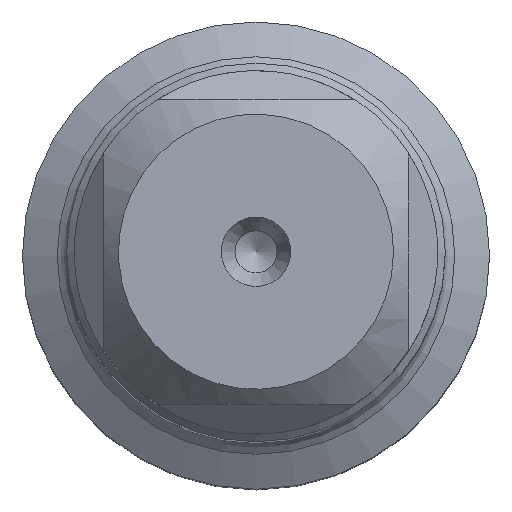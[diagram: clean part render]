
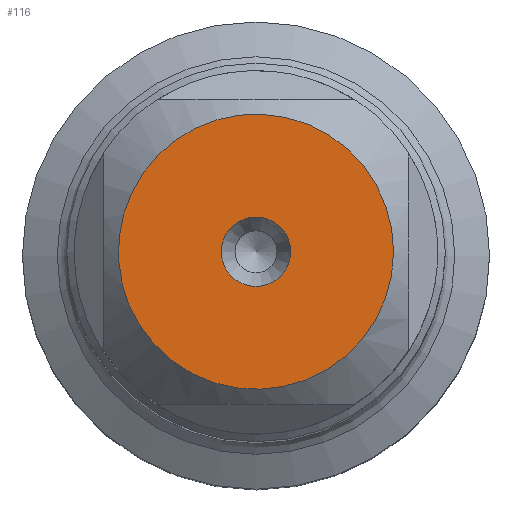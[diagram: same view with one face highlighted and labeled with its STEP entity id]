
A CAD part, top view. The second image highlights one B-rep face of the part: STEP entity #116.
In plain terms, the highlighted planar face has unit normal (0, 0, 1).
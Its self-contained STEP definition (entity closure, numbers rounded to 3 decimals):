
#80=PLANE('',#463);
#116=ADVANCED_FACE('',(#154,#155),#80,.F.);
#154=FACE_BOUND('',#189,.T.);
#155=FACE_BOUND('',#190,.T.);
#189=EDGE_LOOP('',(#233));
#190=EDGE_LOOP('',(#234));
#233=ORIENTED_EDGE('',*,*,#343,.T.);
#234=ORIENTED_EDGE('',*,*,#344,.T.);
#309=VERTEX_POINT('',#681);
#310=VERTEX_POINT('',#684);
#343=EDGE_CURVE('',#309,#309,#384,.T.);
#344=EDGE_CURVE('',#310,#310,#385,.T.);
#384=CIRCLE('',#460,1.65);
#385=CIRCLE('',#462,6.54);
#460=AXIS2_PLACEMENT_3D('',#680,#536,#537);
#462=AXIS2_PLACEMENT_3D('',#683,#540,#541);
#463=AXIS2_PLACEMENT_3D('',#685,#542,#543);
#536=DIRECTION('',(0.,0.,-1.));
#537=DIRECTION('',(-1.,0.,0.));
#540=DIRECTION('',(0.,0.,1.));
#541=DIRECTION('',(1.,0.,0.));
#542=DIRECTION('',(0.,0.,-1.));
#543=DIRECTION('',(-1.,0.,0.));
#680=CARTESIAN_POINT('',(0.,0.,0.));
#681=CARTESIAN_POINT('',(-1.65,0.,0.));
#683=CARTESIAN_POINT('',(0.,0.,0.));
#684=CARTESIAN_POINT('',(6.54,0.,0.));
#685=CARTESIAN_POINT('',(9.2,0.,0.));
